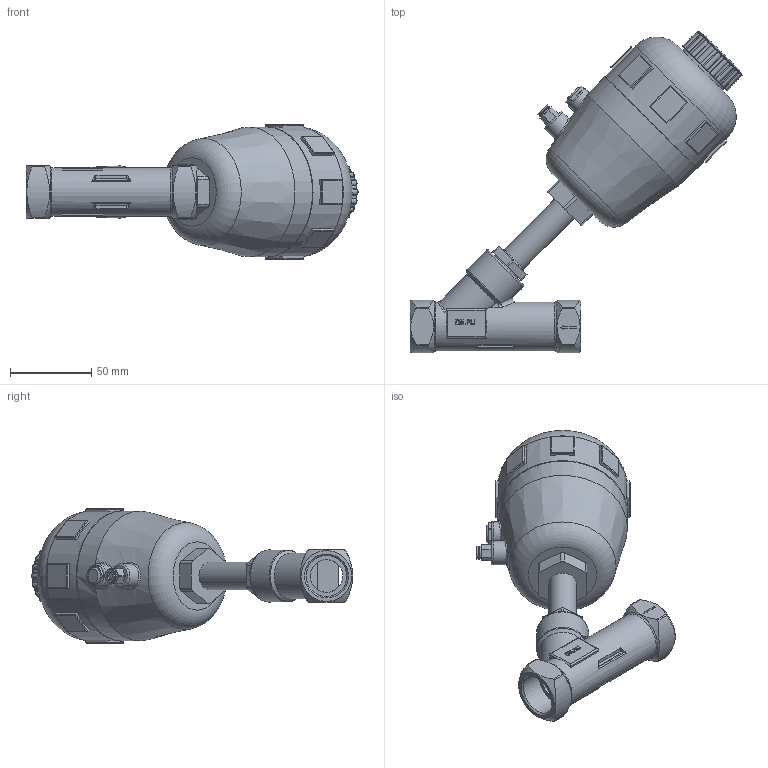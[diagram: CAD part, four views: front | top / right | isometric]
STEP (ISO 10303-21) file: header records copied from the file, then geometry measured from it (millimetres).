
FILE_DESCRIPTION(/* description */ (''),/* implementation_level */ '2;1');
FILE_NAME(/* name */ 'DN25_3D_STEP.stp',/* time_stamp */ '2024-04-16T23:53:38+03:00',/* author */ ('igorr'),/* organization */ (''),/* preprocessor_version */ 'ST-DEVELOPER v19.2',/* originating_system */ 'Autodesk Inventor 2023',/* authorisation */ '');
FILE_SCHEMA (('AUTOMOTIVE_DESIGN { 1 0 10303 214 3 1 1 }'));
Length unit declared in the file: millimetre
Products named in the file (3): Сборка; Деталь1; Деталь2
Assembly tree (2 placements, depth 2):
  Сборка
    Деталь1
    Деталь2
Bounding box: 204.2 x 197.69 x 83 mm (x, y, z)
Volume: 587351.6 mm3; surface area: 72086.4 mm2
Topology: 3 solids, 4 shells, 832 faces, 2110 edges, 1323 vertices
Faces by surface type: bspline 391, plane 208, cylinder 107, torus 74, cone 52
Full cylindrical faces by diameter (mm): 5 x1, 6.317 x1, 6.821 x1, 8 x3, 15 x2, 17 x2, 20 x2, 25 x2, 30 x1, 32 x1, 35 x1, 60 x1, 79.747 x1, 80 x1
Entity records: 58897 total; most frequent: CARTESIAN_POINT 40263, ORIENTED_EDGE 4220, DIRECTION 2819, EDGE_CURVE 2110, VERTEX_POINT 1323, AXIS2_PLACEMENT_3D 1164, B_SPLINE_CURVE_WITH_KNOTS 893, EDGE_LOOP 873
